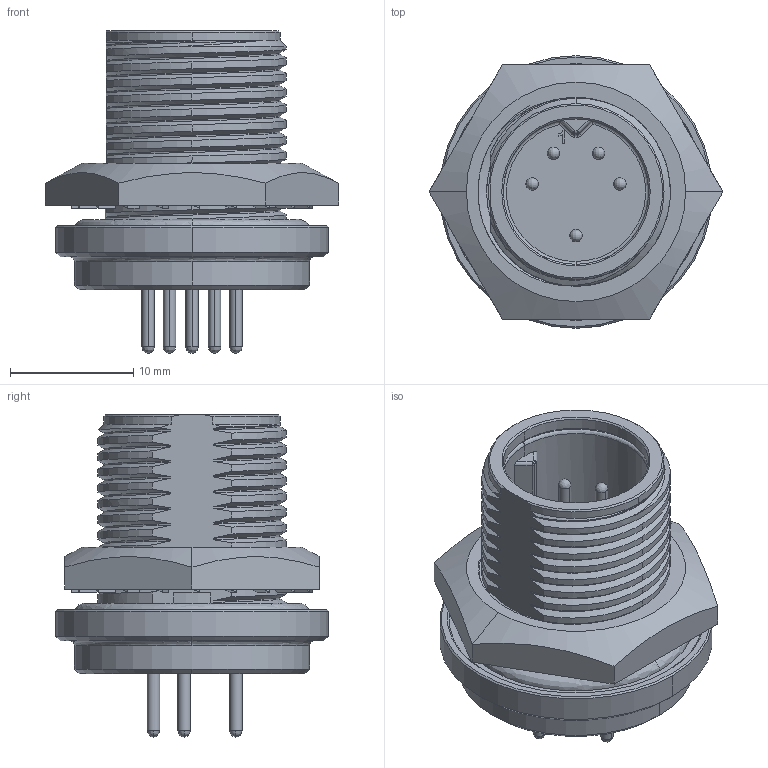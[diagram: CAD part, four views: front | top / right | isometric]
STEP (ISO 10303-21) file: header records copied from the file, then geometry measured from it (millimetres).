
FILE_DESCRIPTION (( 'STEP AP203' ), '1' );
FILE_NAME ('SF7281-5PG-3ES.STEP', '2013-02-06T19:33:33', ( '21FPBF1' ), ( 'Conxall' ), 'SwSTEP 2.0', 'SolidWorks 2012', '' );
FILE_SCHEMA (( 'CONFIG_CONTROL_DESIGN' ));
Length unit declared in the file: inch
Products named in the file (1): SF7281-5PG-3ES
Bounding box: 23.82 x 22.1 x 26.11 mm (x, y, z)
Volume: 3973.1 mm3; surface area: 3508 mm2
Topology: 2 solids, 2 shells, 352 faces, 885 edges, 556 vertices
Faces by surface type: plane 170, cylinder 90, bspline 68, cone 24
Entity records: 26160 total; most frequent: CARTESIAN_POINT 18373, ORIENTED_EDGE 1730, DIRECTION 1407, EDGE_CURVE 865, VERTEX_POINT 556, LINE 507, VECTOR 507, AXIS2_PLACEMENT_3D 450
